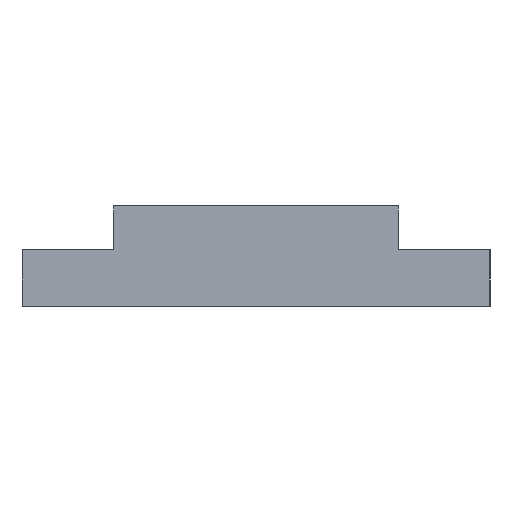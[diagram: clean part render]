
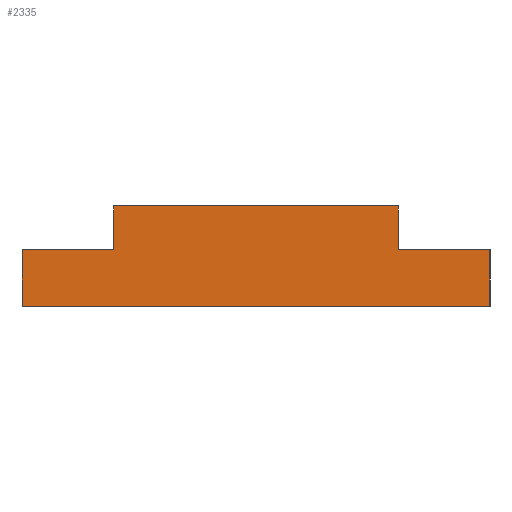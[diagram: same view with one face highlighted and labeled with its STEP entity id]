
A CAD part, left-side view. The second image highlights one B-rep face of the part: STEP entity #2335.
In plain terms, the highlighted planar face has unit normal (-1, 0, 0).
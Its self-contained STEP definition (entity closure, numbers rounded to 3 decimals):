
#39 = EDGE_CURVE ( 'NONE', #3182, #1541, #2724, .T. ) ;
#257 = LINE ( 'NONE', #1012, #407 ) ;
#372 = ORIENTED_EDGE ( 'NONE', *, *, #2544, .F. ) ;
#407 = VECTOR ( 'NONE', #453, 1000. ) ;
#453 = DIRECTION ( 'NONE',  ( 0., -1., 0. ) ) ;
#523 = CARTESIAN_POINT ( 'NONE',  ( -210., -15.2, 10.7 ) ) ;
#606 = VECTOR ( 'NONE', #2797, 1000. ) ;
#698 = DIRECTION ( 'NONE',  ( 0., 0., -1. ) ) ;
#699 = DIRECTION ( 'NONE',  ( 0., 0., -1. ) ) ;
#1004 = FACE_OUTER_BOUND ( 'NONE', #2490, .T. ) ;
#1012 = CARTESIAN_POINT ( 'NONE',  ( -210., 25., 6. ) ) ;
#1041 = ORIENTED_EDGE ( 'NONE', *, *, #3427, .F. ) ;
#1047 = VERTEX_POINT ( 'NONE', #2526 ) ;
#1065 = ORIENTED_EDGE ( 'NONE', *, *, #39, .T. ) ;
#1090 = EDGE_CURVE ( 'NONE', #1047, #1481, #2568, .T. ) ;
#1115 = CARTESIAN_POINT ( 'NONE',  ( -210., -25., 6. ) ) ;
#1158 = EDGE_CURVE ( 'NONE', #3424, #1597, #2032, .T. ) ;
#1187 = VECTOR ( 'NONE', #698, 1000. ) ;
#1196 = CARTESIAN_POINT ( 'NONE',  ( -210., 15.2, 10.7 ) ) ;
#1252 = ORIENTED_EDGE ( 'NONE', *, *, #1558, .F. ) ;
#1268 = CARTESIAN_POINT ( 'NONE',  ( -210., 25., 0. ) ) ;
#1325 = AXIS2_PLACEMENT_3D ( 'NONE', #3037, #1520, #699 ) ;
#1331 = LINE ( 'NONE', #1874, #2603 ) ;
#1481 = VERTEX_POINT ( 'NONE', #3370 ) ;
#1510 = ORIENTED_EDGE ( 'NONE', *, *, #1715, .F. ) ;
#1520 = DIRECTION ( 'NONE',  ( 1., 0., 0. ) ) ;
#1541 = VERTEX_POINT ( 'NONE', #1268 ) ;
#1558 = EDGE_CURVE ( 'NONE', #1047, #3424, #2338, .T. ) ;
#1570 = CARTESIAN_POINT ( 'NONE',  ( -210., -15.2, 6. ) ) ;
#1597 = VERTEX_POINT ( 'NONE', #1570 ) ;
#1612 = VECTOR ( 'NONE', #2932, 1000. ) ;
#1662 = ORIENTED_EDGE ( 'NONE', *, *, #1158, .F. ) ;
#1715 = EDGE_CURVE ( 'NONE', #1752, #2729, #2690, .T. ) ;
#1729 = LINE ( 'NONE', #2283, #606 ) ;
#1752 = VERTEX_POINT ( 'NONE', #2221 ) ;
#1754 = VECTOR ( 'NONE', #2219, 1000. ) ;
#1874 = CARTESIAN_POINT ( 'NONE',  ( -210., 25., 6. ) ) ;
#1880 = ORIENTED_EDGE ( 'NONE', *, *, #3247, .T. ) ;
#2011 = CARTESIAN_POINT ( 'NONE',  ( -210., -25., 0. ) ) ;
#2032 = LINE ( 'NONE', #3094, #1187 ) ;
#2073 = VECTOR ( 'NONE', #2744, 1000. ) ;
#2219 = DIRECTION ( 'NONE',  ( 0., 0., -1. ) ) ;
#2221 = CARTESIAN_POINT ( 'NONE',  ( -210., -25., 6. ) ) ;
#2274 = DIRECTION ( 'NONE',  ( 0., 0., -1. ) ) ;
#2283 = CARTESIAN_POINT ( 'NONE',  ( -210., 25., 0. ) ) ;
#2335 = ADVANCED_FACE ( 'NONE', ( #1004 ), #3374, .F. ) ;
#2338 = LINE ( 'NONE', #2373, #1612 ) ;
#2373 = CARTESIAN_POINT ( 'NONE',  ( -210., 15.2, 10.7 ) ) ;
#2490 = EDGE_LOOP ( 'NONE', ( #1880, #1510, #1041, #1662, #1252, #3242, #372, #1065 ) ) ;
#2526 = CARTESIAN_POINT ( 'NONE',  ( -210., 15.2, 10.7 ) ) ;
#2544 = EDGE_CURVE ( 'NONE', #3182, #1481, #1331, .T. ) ;
#2568 = LINE ( 'NONE', #1196, #3303 ) ;
#2603 = VECTOR ( 'NONE', #2623, 1000. ) ;
#2623 = DIRECTION ( 'NONE',  ( 0., -1., 0. ) ) ;
#2690 = LINE ( 'NONE', #1115, #2073 ) ;
#2724 = LINE ( 'NONE', #2760, #1754 ) ;
#2729 = VERTEX_POINT ( 'NONE', #2011 ) ;
#2744 = DIRECTION ( 'NONE',  ( 0., 0., -1. ) ) ;
#2760 = CARTESIAN_POINT ( 'NONE',  ( -210., 25., 6. ) ) ;
#2797 = DIRECTION ( 'NONE',  ( 0., -1., 0. ) ) ;
#2932 = DIRECTION ( 'NONE',  ( 0., -1., 0. ) ) ;
#3037 = CARTESIAN_POINT ( 'NONE',  ( -210., 25., 6. ) ) ;
#3094 = CARTESIAN_POINT ( 'NONE',  ( -210., -15.2, 10.7 ) ) ;
#3182 = VERTEX_POINT ( 'NONE', #3227 ) ;
#3227 = CARTESIAN_POINT ( 'NONE',  ( -210., 25., 6. ) ) ;
#3242 = ORIENTED_EDGE ( 'NONE', *, *, #1090, .T. ) ;
#3247 = EDGE_CURVE ( 'NONE', #1541, #2729, #1729, .T. ) ;
#3303 = VECTOR ( 'NONE', #2274, 1000. ) ;
#3370 = CARTESIAN_POINT ( 'NONE',  ( -210., 15.2, 6. ) ) ;
#3374 = PLANE ( 'NONE',  #1325 ) ;
#3424 = VERTEX_POINT ( 'NONE', #523 ) ;
#3427 = EDGE_CURVE ( 'NONE', #1597, #1752, #257, .T. ) ;
